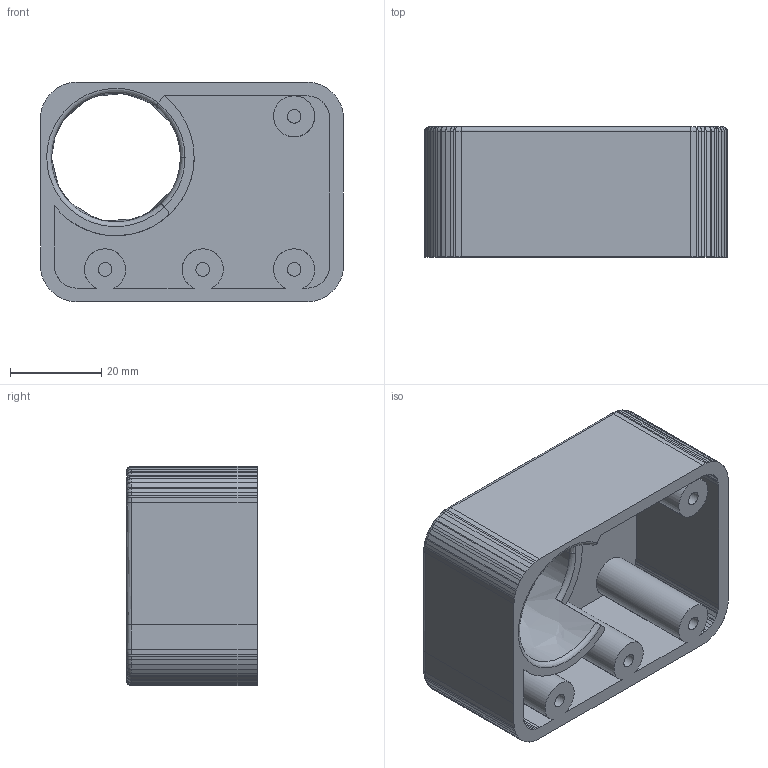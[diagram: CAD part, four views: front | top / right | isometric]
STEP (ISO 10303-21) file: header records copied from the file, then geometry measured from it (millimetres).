
FILE_DESCRIPTION(/* description */ (''),/* implementation_level */ '2;1');
FILE_NAME(/* name */ 'GP8_Case',/* time_stamp */ '2022-09-05T15:19:50+02:00',/* author */ (''),/* organization */ (''),/* preprocessor_version */ 'ST-DEVELOPER v15',/* originating_system */ '',/* authorisation */ '');
FILE_SCHEMA (('AUTOMOTIVE_DESIGN'));
Length unit declared in the file: millimetre
Products named in the file (1): Document
Bounding box: 66.3 x 28.5 x 48.1 mm (x, y, z)
Surface area: 21695.5 mm2 (no closed solid volume)
Topology: 0 solids, 1 shells, 290 faces, 824 edges, 527 vertices
Faces by surface type: plane 153, bspline 137
Entity records: 9829 total; most frequent: CARTESIAN_POINT 4762, ORIENTED_EDGE 1622, EDGE_CURVE 834, B_SPLINE_CURVE_WITH_KNOTS 667, VERTEX_POINT 526, EDGE_LOOP 303, ADVANCED_FACE 290, FACE_OUTER_BOUND 290
